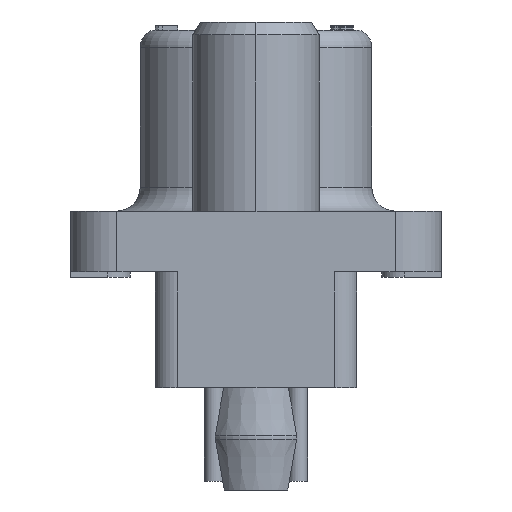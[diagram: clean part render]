
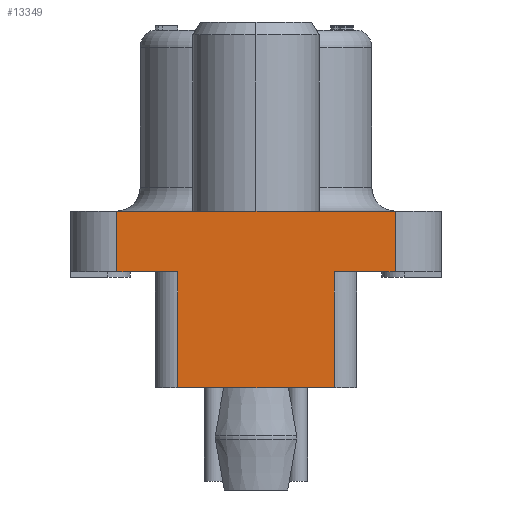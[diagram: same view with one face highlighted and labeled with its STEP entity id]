
A CAD part, left-side view. The second image highlights one B-rep face of the part: STEP entity #13349.
In plain terms, the highlighted planar face has unit normal (-1, 0, 0).
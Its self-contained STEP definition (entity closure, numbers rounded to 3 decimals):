
#3626=DIRECTION('',(0.,-1.,0.));
#3627=VECTOR('',#3626,9.449);
#3628=CARTESIAN_POINT('',(-34.696,4.724,-6.147));
#3629=LINE('',#3628,#3627);
#3834=DIRECTION('',(0.,0.,-1.));
#3835=VECTOR('',#3834,3.937);
#3836=CARTESIAN_POINT('',(-34.696,-2.667,-8.209));
#3837=LINE('',#3836,#3835);
#3838=DIRECTION('',(0.,1.,0.));
#3839=VECTOR('',#3838,5.334);
#3840=CARTESIAN_POINT('',(-34.696,-2.667,-12.146));
#3841=LINE('',#3840,#3839);
#3842=DIRECTION('',(0.,0.,1.));
#3843=VECTOR('',#3842,3.937);
#3844=CARTESIAN_POINT('',(-34.696,2.667,-12.146));
#3845=LINE('',#3844,#3843);
#3846=DIRECTION('',(0.,0.,-1.));
#3847=VECTOR('',#3846,2.062);
#3848=CARTESIAN_POINT('',(-34.696,4.724,-6.147));
#3849=LINE('',#3848,#3847);
#4069=DIRECTION('',(0.,-1.,0.));
#4070=VECTOR('',#4069,2.057);
#4071=CARTESIAN_POINT('',(-34.696,-2.667,-8.209));
#4072=LINE('',#4071,#4070);
#4082=DIRECTION('',(0.,-1.,0.));
#4083=VECTOR('',#4082,2.057);
#4084=CARTESIAN_POINT('',(-34.696,4.724,-8.209));
#4085=LINE('',#4084,#4083);
#5387=DIRECTION('',(0.,0.,-1.));
#5388=VECTOR('',#5387,2.062);
#5389=CARTESIAN_POINT('',(-34.696,-4.724,-6.147));
#5390=LINE('',#5389,#5388);
#6063=CARTESIAN_POINT('',(-34.696,4.724,-6.147));
#6065=VERTEX_POINT('',#6063);
#6066=CARTESIAN_POINT('',(-34.696,-4.724,-6.147));
#6067=VERTEX_POINT('',#6066);
#6079=CARTESIAN_POINT('',(-34.696,4.724,-8.209));
#6081=VERTEX_POINT('',#6079);
#6082=CARTESIAN_POINT('',(-34.696,-4.724,-8.209));
#6084=VERTEX_POINT('',#6082);
#6451=CARTESIAN_POINT('',(-34.696,-2.667,-12.146));
#6453=VERTEX_POINT('',#6451);
#6454=CARTESIAN_POINT('',(-34.696,-2.667,-8.209));
#6455=VERTEX_POINT('',#6454);
#6458=CARTESIAN_POINT('',(-34.696,2.667,-12.146));
#6459=CARTESIAN_POINT('',(-34.696,2.667,-8.209));
#6460=VERTEX_POINT('',#6458);
#6461=VERTEX_POINT('',#6459);
#13328=CARTESIAN_POINT('',(-34.696,4.724,-6.147));
#13329=DIRECTION('',(-1.,0.,0.));
#13330=DIRECTION('',(0.,-1.,0.));
#13331=AXIS2_PLACEMENT_3D('',#13328,#13329,#13330);
#13332=PLANE('',#13331);
#13334=ORIENTED_EDGE('',*,*,#13333,.T.);
#13336=ORIENTED_EDGE('',*,*,#13335,.T.);
#13338=ORIENTED_EDGE('',*,*,#13337,.T.);
#13340=ORIENTED_EDGE('',*,*,#13339,.F.);
#13341=ORIENTED_EDGE('',*,*,#13319,.F.);
#13342=ORIENTED_EDGE('',*,*,#13010,.T.);
#13344=ORIENTED_EDGE('',*,*,#13343,.T.);
#13346=ORIENTED_EDGE('',*,*,#13345,.F.);
#13347=EDGE_LOOP('',(#13334,#13336,#13338,#13340,#13341,#13342,#13344,#13346));
#13348=FACE_OUTER_BOUND('',#13347,.F.);
#13010=EDGE_CURVE('',#6065,#6067,#3629,.T.);
#13319=EDGE_CURVE('',#6065,#6081,#3849,.T.);
#13333=EDGE_CURVE('',#6455,#6453,#3837,.T.);
#13335=EDGE_CURVE('',#6453,#6460,#3841,.T.);
#13337=EDGE_CURVE('',#6460,#6461,#3845,.T.);
#13339=EDGE_CURVE('',#6081,#6461,#4085,.T.);
#13343=EDGE_CURVE('',#6067,#6084,#5390,.T.);
#13345=EDGE_CURVE('',#6455,#6084,#4072,.T.);
#13349=ADVANCED_FACE('',(#13348),#13332,.T.);
